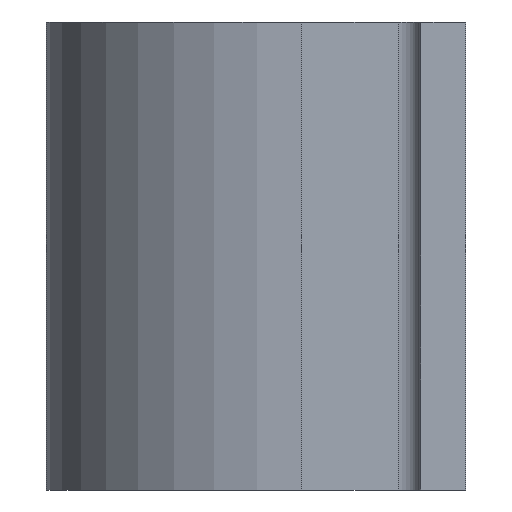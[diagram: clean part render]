
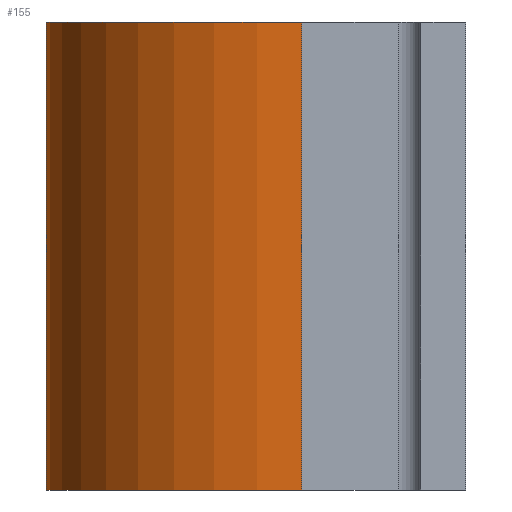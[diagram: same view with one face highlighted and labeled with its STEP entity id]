
A CAD part, left-side view. The second image highlights one B-rep face of the part: STEP entity #155.
In plain terms, the highlighted cylindrical face has radius 8.661 mm (diameter 17.323 mm), a partial arc.
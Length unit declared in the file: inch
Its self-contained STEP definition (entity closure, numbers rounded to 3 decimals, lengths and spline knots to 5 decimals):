
#8 = CARTESIAN_POINT ( 'NONE',  ( 1.125, 0.219, -0.3125 ) ) ;
#11 = FACE_OUTER_BOUND ( 'NONE', #548, .T. ) ;
#27 = EDGE_CURVE ( 'NONE', #511, #29, #120, .T. ) ;
#29 = VERTEX_POINT ( 'NONE', #450 ) ;
#40 = DIRECTION ( 'NONE',  ( 1., 0., 0. ) ) ;
#57 = DIRECTION ( 'NONE',  ( 1., 0., 0. ) ) ;
#117 = DIRECTION ( 'NONE',  ( 0., 0., -1. ) ) ;
#120 = LINE ( 'NONE', #492, #228 ) ;
#129 = AXIS2_PLACEMENT_3D ( 'NONE', #382, #546, #427 ) ;
#130 = ORIENTED_EDGE ( 'NONE', *, *, #27, .T. ) ;
#153 = AXIS2_PLACEMENT_3D ( 'NONE', #8, #310, #57 ) ;
#154 = EDGE_CURVE ( 'NONE', #204, #459, #472, .T. ) ;
#155 = ADVANCED_FACE ( 'NONE', ( #11 ), #457, .T. ) ;
#204 = VERTEX_POINT ( 'NONE', #436 ) ;
#214 = CARTESIAN_POINT ( 'NONE',  ( 1.466, 0.219, 0.3125 ) ) ;
#228 = VECTOR ( 'NONE', #403, 39.37008 ) ;
#239 = ORIENTED_EDGE ( 'NONE', *, *, #284, .T. ) ;
#248 = CIRCLE ( 'NONE', #371, 0.341 ) ;
#284 = EDGE_CURVE ( 'NONE', #204, #511, #248, .T. ) ;
#292 = DIRECTION ( 'NONE',  ( 0., 0., -1. ) ) ;
#310 = DIRECTION ( 'NONE',  ( 0., 0., -1. ) ) ;
#333 = CARTESIAN_POINT ( 'NONE',  ( 0.784, 0.219, 0.3125 ) ) ;
#343 = VECTOR ( 'NONE', #117, 39.37008 ) ;
#368 = ORIENTED_EDGE ( 'NONE', *, *, #154, .F. ) ;
#371 = AXIS2_PLACEMENT_3D ( 'NONE', #556, #292, #40 ) ;
#382 = CARTESIAN_POINT ( 'NONE',  ( 1.125, 0.219, 0.3125 ) ) ;
#403 = DIRECTION ( 'NONE',  ( 0., 0., -1. ) ) ;
#407 = CIRCLE ( 'NONE', #153, 0.341 ) ;
#408 = CARTESIAN_POINT ( 'NONE',  ( 0.784, 0.219, -0.3125 ) ) ;
#427 = DIRECTION ( 'NONE',  ( -1., 0., 0. ) ) ;
#436 = CARTESIAN_POINT ( 'NONE',  ( 0.784, 0.219, 0.3125 ) ) ;
#440 = EDGE_CURVE ( 'NONE', #459, #29, #407, .T. ) ;
#450 = CARTESIAN_POINT ( 'NONE',  ( 1.466, 0.219, -0.3125 ) ) ;
#457 = CYLINDRICAL_SURFACE ( 'NONE', #129, 0.341 ) ;
#459 = VERTEX_POINT ( 'NONE', #408 ) ;
#472 = LINE ( 'NONE', #333, #343 ) ;
#492 = CARTESIAN_POINT ( 'NONE',  ( 1.466, 0.219, 0.3125 ) ) ;
#511 = VERTEX_POINT ( 'NONE', #214 ) ;
#546 = DIRECTION ( 'NONE',  ( 0., 0., -1. ) ) ;
#547 = ORIENTED_EDGE ( 'NONE', *, *, #440, .F. ) ;
#548 = EDGE_LOOP ( 'NONE', ( #547, #368, #239, #130 ) ) ;
#556 = CARTESIAN_POINT ( 'NONE',  ( 1.125, 0.219, 0.3125 ) ) ;
